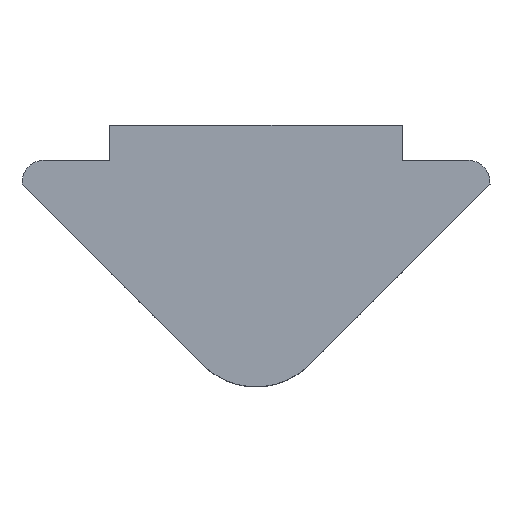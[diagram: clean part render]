
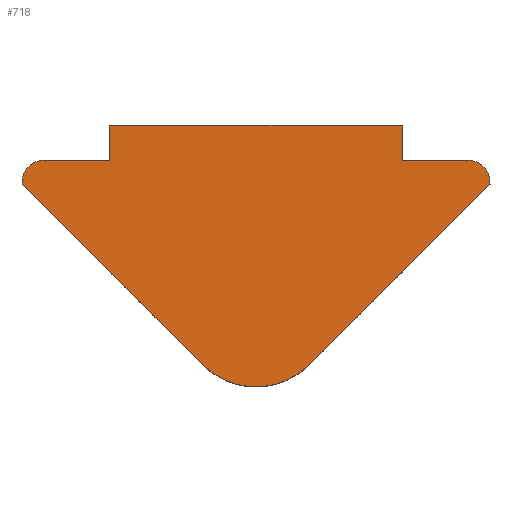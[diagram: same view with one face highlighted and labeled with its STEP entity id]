
A CAD part, left-side view. The second image highlights one B-rep face of the part: STEP entity #718.
In plain terms, the highlighted planar face has unit normal (-1, 0, 0).
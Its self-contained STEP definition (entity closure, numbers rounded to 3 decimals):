
#293=CARTESIAN_POINT('',(-18.,-9.093,-5.3));
#294=VERTEX_POINT('',#293);
#301=CARTESIAN_POINT('',(-18.,-6.001,-2.208));
#302=VERTEX_POINT('',#301);
#303=CARTESIAN_POINT('',(-18.,-9.093,-5.3));
#304=DIRECTION('',(0.0,0.707,0.707));
#305=VECTOR('',#304,4.372);
#306=LINE('',#303,#305);
#307=EDGE_CURVE('',#294,#302,#306,.T.);
#341=CARTESIAN_POINT('',(-18.,-10.908,-5.3));
#342=VERTEX_POINT('',#341);
#349=CARTESIAN_POINT('',(-18.,-10.,-4.392));
#350=DIRECTION('',(1.0,0.0,0.0));
#351=DIRECTION('',(0.0,0.0,-1.0));
#352=AXIS2_PLACEMENT_3D('',#349,#350,#351);
#353=CIRCLE('',#352,1.284);
#354=EDGE_CURVE('',#342,#294,#353,.T.);
#371=CARTESIAN_POINT('',(-18.,-12.5,-1.2));
#372=VERTEX_POINT('',#371);
#379=CARTESIAN_POINT('',(-18.,-12.5,-1.8));
#380=VERTEX_POINT('',#379);
#381=CARTESIAN_POINT('',(-18.,-12.5,-1.2));
#382=DIRECTION('',(0.0,0.0,-1.0));
#383=VECTOR('',#382,0.6);
#384=LINE('',#381,#383);
#385=EDGE_CURVE('',#372,#380,#384,.T.);
#435=CARTESIAN_POINT('',(-18.,-7.5,-1.2));
#436=VERTEX_POINT('',#435);
#443=CARTESIAN_POINT('',(-18.,-7.5,-1.2));
#444=DIRECTION('',(0.0,-1.0,0.0));
#445=VECTOR('',#444,5.);
#446=LINE('',#443,#445);
#447=EDGE_CURVE('',#436,#372,#446,.T.);
#511=CARTESIAN_POINT('',(-18.,-13.619,-1.8));
#512=VERTEX_POINT('',#511);
#513=CARTESIAN_POINT('',(-18.,-12.5,-1.8));
#514=DIRECTION('',(0.0,-1.0,0.0));
#515=VECTOR('',#514,1.119);
#516=LINE('',#513,#515);
#517=EDGE_CURVE('',#380,#512,#516,.T.);
#543=CARTESIAN_POINT('',(-18.,-14.0,-2.208));
#544=VERTEX_POINT('',#543);
#545=CARTESIAN_POINT('',(-18.,-13.619,-2.182));
#546=DIRECTION('',(1.,0.,0.));
#547=DIRECTION('',(0.,-0.731,0.682));
#548=AXIS2_PLACEMENT_3D('',#545,#546,#547);
#549=CIRCLE('',#548,0.382);
#550=EDGE_CURVE('',#512,#544,#549,.T.);
#592=CARTESIAN_POINT('',(-18.,-14.0,-2.208));
#593=DIRECTION('',(0.0,0.707,-0.707));
#594=VECTOR('',#593,4.372);
#595=LINE('',#592,#594);
#596=EDGE_CURVE('',#544,#342,#595,.T.);
#626=CARTESIAN_POINT('',(-18.,-6.381,-1.8));
#627=VERTEX_POINT('',#626);
#628=CARTESIAN_POINT('',(-18.,-6.381,-2.181));
#629=DIRECTION('',(1.0,0.,0.));
#630=DIRECTION('',(0.,0.732,0.681));
#631=AXIS2_PLACEMENT_3D('',#628,#629,#630);
#632=CIRCLE('',#631,0.381);
#633=EDGE_CURVE('',#302,#627,#632,.T.);
#659=CARTESIAN_POINT('',(-18.,-7.5,-1.8));
#660=VERTEX_POINT('',#659);
#661=CARTESIAN_POINT('',(-18.,-6.381,-1.8));
#662=DIRECTION('',(0.0,-1.0,0.0));
#663=VECTOR('',#662,1.119);
#664=LINE('',#661,#663);
#665=EDGE_CURVE('',#627,#660,#664,.T.);
#691=CARTESIAN_POINT('',(-18.,-7.5,-1.8));
#692=DIRECTION('',(0.0,0.0,1.0));
#693=VECTOR('',#692,0.6);
#694=LINE('',#691,#693);
#695=EDGE_CURVE('',#660,#436,#694,.T.);
#701=CARTESIAN_POINT('',(-18.,-10.,-2.848));
#702=DIRECTION('',(1.0,0.0,0.0));
#703=DIRECTION('',(0.0,0.0,-1.0));
#704=AXIS2_PLACEMENT_3D('',#701,#702,#703);
#705=PLANE('',#704);
#706=ORIENTED_EDGE('',*,*,#385,.F.);
#707=ORIENTED_EDGE('',*,*,#447,.F.);
#708=ORIENTED_EDGE('',*,*,#695,.F.);
#709=ORIENTED_EDGE('',*,*,#665,.F.);
#710=ORIENTED_EDGE('',*,*,#633,.F.);
#711=ORIENTED_EDGE('',*,*,#307,.F.);
#712=ORIENTED_EDGE('',*,*,#354,.F.);
#713=ORIENTED_EDGE('',*,*,#596,.F.);
#714=ORIENTED_EDGE('',*,*,#550,.F.);
#715=ORIENTED_EDGE('',*,*,#517,.F.);
#716=EDGE_LOOP('',(#706,#707,#708,#709,#710,#711,#712,#713,#714,#715));
#717=FACE_OUTER_BOUND('',#716,.T.);
#718=ADVANCED_FACE('',(#717),#705,.F.);
